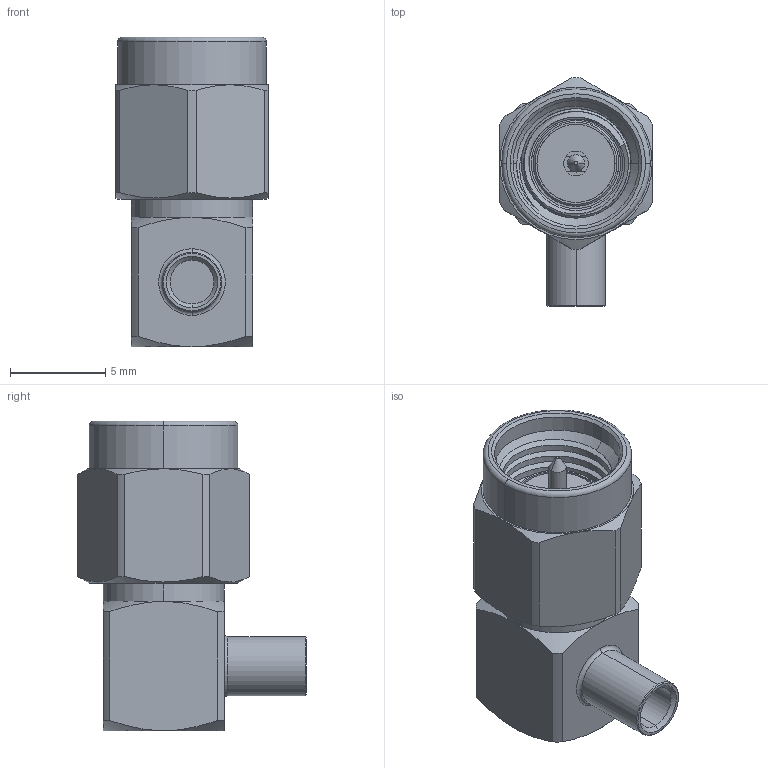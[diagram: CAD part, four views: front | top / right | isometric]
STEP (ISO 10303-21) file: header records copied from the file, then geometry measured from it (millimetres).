
FILE_DESCRIPTION (( 'STEP AP214' ), '1' );
FILE_NAME ('30-108-1-DS3-HA.STEP', '2024-08-09T07:19:16', ( '' ), ( '' ), 'SwSTEP 2.0', 'SolidWorks 2024', '' );
FILE_SCHEMA (( 'AUTOMOTIVE_DESIGN' ));
Length unit declared in the file: millimetre
Products named in the file (1): 30-108-1-DS3-HA
Bounding box: 8 x 11.98 x 16.25 mm (x, y, z)
Surface area: 825.8 mm2 (no closed solid volume)
Topology: 0 solids, 8 shells, 109 faces, 296 edges, 193 vertices
Faces by surface type: cylinder 41, cone 35, plane 24, bspline 5, torus 4
Entity records: 6212 total; most frequent: CARTESIAN_POINT 3675, ORIENTED_EDGE 516, DIRECTION 507, EDGE_CURVE 296, AXIS2_PLACEMENT_3D 214, VERTEX_POINT 193, EDGE_LOOP 117, CIRCLE 109
